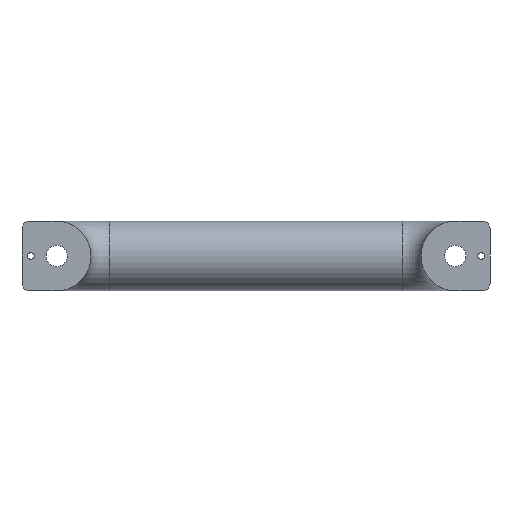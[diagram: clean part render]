
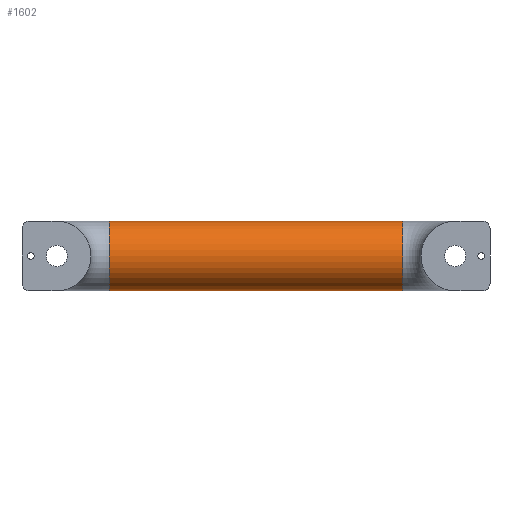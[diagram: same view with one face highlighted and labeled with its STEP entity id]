
A CAD part, front view. The second image highlights one B-rep face of the part: STEP entity #1602.
In plain terms, the highlighted cylindrical face has radius 14 mm (diameter 28 mm), a partial arc.
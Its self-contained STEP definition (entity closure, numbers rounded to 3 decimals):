
#25=CYLINDRICAL_SURFACE('',#1743,14.);
#76=LINE('',#2824,#188);
#80=LINE('',#2838,#192);
#188=VECTOR('',#1998,1000.);
#192=VECTOR('',#2010,1000.);
#340=FACE_OUTER_BOUND('',#438,.T.);
#438=EDGE_LOOP('',(#1147,#1148,#1149,#1150));
#579=CIRCLE('',#1744,14.);
#580=CIRCLE('',#1745,14.);
#711=VERTEX_POINT('',#2821);
#712=VERTEX_POINT('',#2823);
#717=VERTEX_POINT('',#2835);
#718=VERTEX_POINT('',#2837);
#879=EDGE_CURVE('',#712,#711,#76,.T.);
#885=EDGE_CURVE('',#711,#717,#579,.T.);
#886=EDGE_CURVE('',#718,#717,#80,.T.);
#887=EDGE_CURVE('',#712,#718,#580,.T.);
#1147=ORIENTED_EDGE('',*,*,#885,.T.);
#1148=ORIENTED_EDGE('',*,*,#886,.F.);
#1149=ORIENTED_EDGE('',*,*,#887,.F.);
#1150=ORIENTED_EDGE('',*,*,#879,.T.);
#1602=ADVANCED_FACE('',(#340),#25,.T.);
#1743=AXIS2_PLACEMENT_3D('',#2834,#2006,#2007);
#1744=AXIS2_PLACEMENT_3D('',#2836,#2008,#2009);
#1745=AXIS2_PLACEMENT_3D('',#2839,#2011,#2012);
#1998=DIRECTION('',(-1.,0.,0.));
#2006=DIRECTION('center_axis',(-1.,0.,0.));
#2007=DIRECTION('ref_axis',(0.,0.,1.));
#2008=DIRECTION('center_axis',(1.,0.,0.));
#2009=DIRECTION('ref_axis',(0.,0.,-1.));
#2010=DIRECTION('',(-1.,0.,0.));
#2011=DIRECTION('center_axis',(1.,0.,0.));
#2012=DIRECTION('ref_axis',(0.,0.,-1.));
#2821=CARTESIAN_POINT('',(21.,46.3,14.));
#2823=CARTESIAN_POINT('',(139.,46.3,14.));
#2824=CARTESIAN_POINT('',(139.,46.3,14.));
#2834=CARTESIAN_POINT('Origin',(139.,46.3,0.));
#2835=CARTESIAN_POINT('',(21.,46.3,-14.));
#2836=CARTESIAN_POINT('Origin',(21.,46.3,0.));
#2837=CARTESIAN_POINT('',(139.,46.3,-14.));
#2838=CARTESIAN_POINT('',(139.,46.3,-14.));
#2839=CARTESIAN_POINT('Origin',(139.,46.3,0.));
